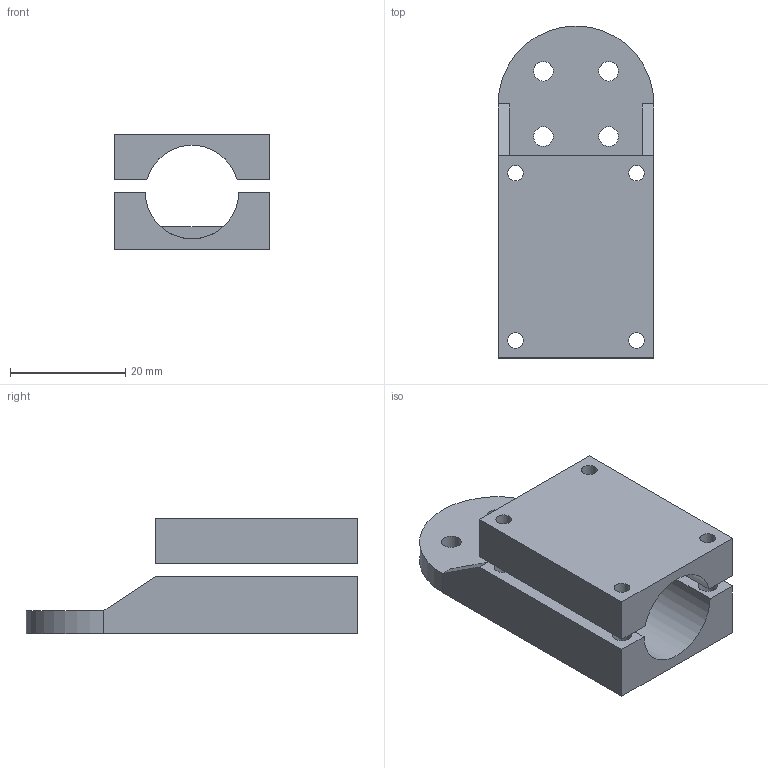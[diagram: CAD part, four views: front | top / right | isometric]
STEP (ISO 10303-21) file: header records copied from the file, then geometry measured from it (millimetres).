
FILE_DESCRIPTION(/* description */ ('STEP AP242','CAx-IF Rec.Pracs.---Representation and Presentation of Product Manufacturing Information (PMI)---4.0---2014-10-13','CAx-IF Rec.Pracs.---3D Tessellated Geometry---0.4---2014-09-14','2;1'),/* implementation_level */ '2;1');
FILE_NAME(/* name */ '65d0db54a45b9a1da13fee80',/* time_stamp */ '2024-02-17T16:14:12Z',/* author */ (''),/* organization */ (''),/* preprocessor_version */ 'ST-DEVELOPER v19.4',/* originating_system */ ' ',/* authorisation */ ' ');
FILE_SCHEMA (('AP242_MANAGED_MODEL_BASED_3D_ENGINEERING_MIM_LF { 1 0 10303 442 1 1 4 }'));
Length unit declared in the file: metre
Products named in the file (2): Part 1; Part 2
Bounding box: 27 x 57.5 x 20 mm (x, y, z)
Volume: 12399.1 mm3; surface area: 8132.3 mm2
Topology: 2 solids, 2 shells, 36 faces, 98 edges, 66 vertices
Faces by surface type: plane 21, cylinder 15
Full cylindrical faces by diameter (mm): 2.7 x4, 3.3 x4, 3.4 x4
Entity records: 1113 total; most frequent: DIRECTION 186, CARTESIAN_POINT 174, ORIENTED_EDGE 156, EDGE_CURVE 78, EDGE_LOOP 72, FACE_BOUND 72, AXIS2_PLACEMENT_3D 70, VERTEX_POINT 58
